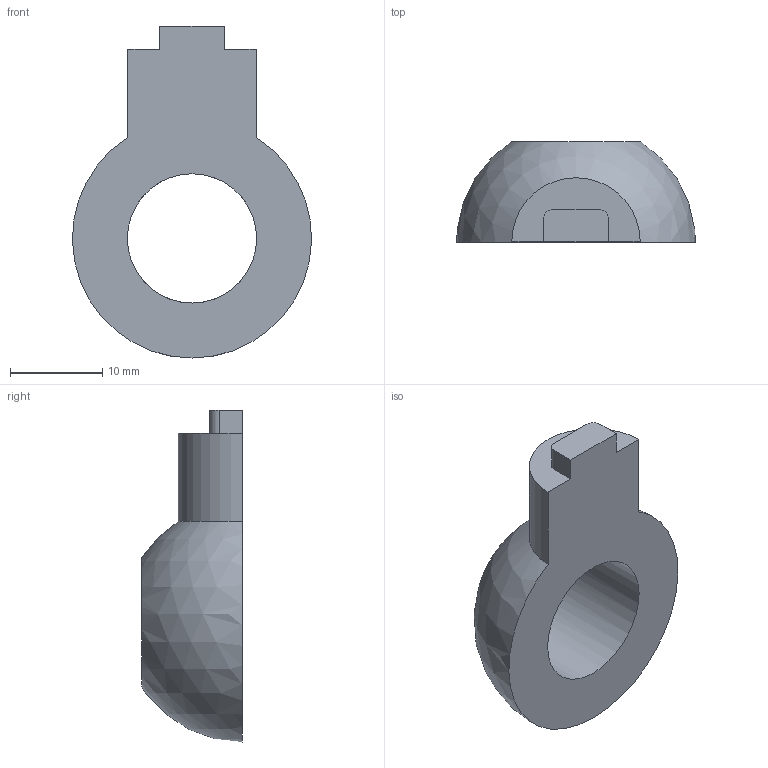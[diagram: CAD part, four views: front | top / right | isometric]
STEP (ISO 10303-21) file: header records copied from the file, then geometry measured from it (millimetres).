
FILE_DESCRIPTION(('FreeCAD Model'),'2;1');
FILE_NAME('ball.step', '2020-04-28T15:27:15',(''),(''),'Open CASCADE STEP processor 7.3', 'FreeCAD','Unknown');
FILE_SCHEMA(('AUTOMOTIVE_DESIGN { 1 0 10303 214 1 1 1 1 }'));
Length unit declared in the file: millimetre
Products named in the file (1): Cut001
Bounding box: 25.89 x 10.9 x 35.95 mm (x, y, z)
Volume: 3416.2 mm3; surface area: 2105.6 mm2
Topology: 1 solids, 1 shells, 11 faces, 29 edges, 19 vertices
Faces by surface type: plane 6, cylinder 4, sphere 1
Full cylindrical faces by diameter (mm): 14 x1
Entity records: 1148 total; most frequent: CARTESIAN_POINT 568, DIRECTION 101, ORIENTED_EDGE 56, PCURVE 56, DEFINITIONAL_REPRESENTATION 56, LINE 52, VECTOR 52, EDGE_CURVE 28
